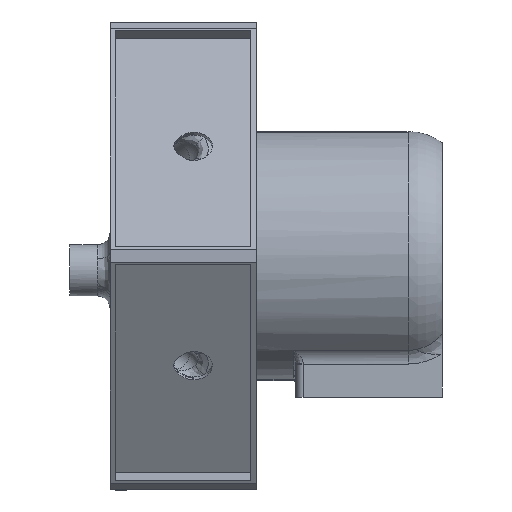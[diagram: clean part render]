
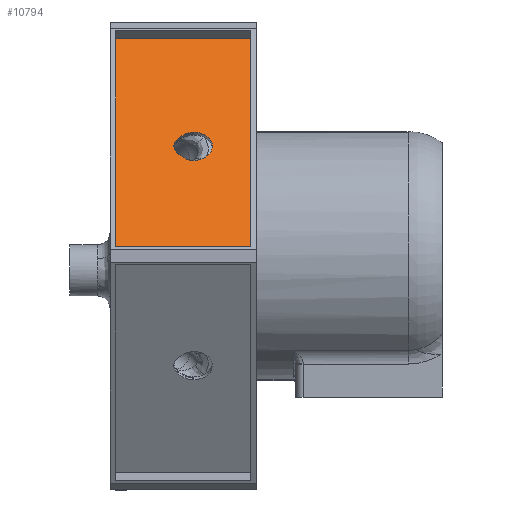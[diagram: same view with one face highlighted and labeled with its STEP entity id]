
A CAD part, left-side view. The second image highlights one B-rep face of the part: STEP entity #10794.
In plain terms, the highlighted planar face has unit normal (-0.866, 0, 0.5).
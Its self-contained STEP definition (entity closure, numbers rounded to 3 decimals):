
#45=ELLIPSE('',#11430,5.444,4.52);
#50=ELLIPSE('',#11589,5.444,4.52);
#51=ELLIPSE('',#11590,5.444,4.52);
#124=FACE_BOUND('',#2192,.T.);
#205=PLANE('',#11588);
#423=LINE('',#24405,#720);
#440=LINE('',#24658,#737);
#470=LINE('',#30497,#767);
#473=LINE('',#30502,#770);
#720=VECTOR('',#12913,10.);
#737=VECTOR('',#12956,10.);
#767=VECTOR('',#13284,10.);
#770=VECTOR('',#13289,10.);
#1537=FACE_OUTER_BOUND('',#2191,.T.);
#2191=EDGE_LOOP('',(#9197,#9198,#9199,#9200));
#2192=EDGE_LOOP('',(#9201,#9202,#9203,#9204));
#3605=B_SPLINE_CURVE_WITH_KNOTS('',3,(#30506,#30507,#30508,#30509,#30510,
#30511,#30512,#30513,#30514,#30515,#30516,#30517,#30518,#30519,#30520,#30521),
 .UNSPECIFIED.,.F.,.F.,(4,2,2,2,2,2,2,4),(0.705,0.792,
0.926,0.99,1.054,1.181,1.314,
1.404),.UNSPECIFIED.);
#4413=VERTEX_POINT('',#24401);
#4415=VERTEX_POINT('',#24404);
#4426=VERTEX_POINT('',#24472);
#4427=VERTEX_POINT('',#24474);
#4446=VERTEX_POINT('',#24656);
#4705=VERTEX_POINT('',#30496);
#4707=VERTEX_POINT('',#30503);
#4708=VERTEX_POINT('',#30505);
#5860=EDGE_CURVE('',#4413,#4415,#423,.T.);
#5874=EDGE_CURVE('',#4427,#4426,#45,.T.);
#5899=EDGE_CURVE('',#4446,#4413,#440,.T.);
#6314=EDGE_CURVE('',#4415,#4705,#470,.T.);
#6317=EDGE_CURVE('',#4705,#4446,#473,.T.);
#6318=EDGE_CURVE('',#4426,#4707,#50,.T.);
#6319=EDGE_CURVE('',#4707,#4708,#3605,.T.);
#6320=EDGE_CURVE('',#4708,#4427,#51,.T.);
#9197=ORIENTED_EDGE('',*,*,#6314,.F.);
#9198=ORIENTED_EDGE('',*,*,#5860,.F.);
#9199=ORIENTED_EDGE('',*,*,#5899,.F.);
#9200=ORIENTED_EDGE('',*,*,#6317,.F.);
#9201=ORIENTED_EDGE('',*,*,#6318,.T.);
#9202=ORIENTED_EDGE('',*,*,#6319,.T.);
#9203=ORIENTED_EDGE('',*,*,#6320,.T.);
#9204=ORIENTED_EDGE('',*,*,#5874,.T.);
#10794=ADVANCED_FACE('',(#1537,#124),#205,.T.);
#11430=AXIS2_PLACEMENT_3D('',#24475,#12927,#12928);
#11588=AXIS2_PLACEMENT_3D('',#30501,#13287,#13288);
#11589=AXIS2_PLACEMENT_3D('',#30504,#13290,#13291);
#11590=AXIS2_PLACEMENT_3D('',#30522,#13292,#13293);
#12913=DIRECTION('',(-0.5,0.,-0.866));
#12927=DIRECTION('center_axis',(0.866,0.,
-0.5));
#12928=DIRECTION('ref_axis',(0.,-1.,0.));
#12956=DIRECTION('',(0.,-1.,0.));
#13284=DIRECTION('',(0.,1.,0.));
#13287=DIRECTION('center_axis',(-0.866,0.,
0.5));
#13288=DIRECTION('ref_axis',(0.,1.,0.));
#13289=DIRECTION('',(0.5,0.,0.866));
#13290=DIRECTION('center_axis',(0.866,0.,
-0.5));
#13291=DIRECTION('ref_axis',(0.,-1.,0.));
#13292=DIRECTION('center_axis',(0.866,0.,
-0.5));
#13293=DIRECTION('ref_axis',(0.,-1.,0.));
#24401=CARTESIAN_POINT('',(265.207,205.464,59.64));
#24404=CARTESIAN_POINT('',(231.207,205.464,0.75));
#24405=CARTESIAN_POINT('',(256.707,205.464,44.918));
#24472=CARTESIAN_POINT('',(245.885,221.011,26.174));
#24474=CARTESIAN_POINT('',(250.392,221.011,33.98));
#24475=CARTESIAN_POINT('Origin',(248.139,221.421,30.077));
#24656=CARTESIAN_POINT('',(265.207,242.464,59.64));
#24658=CARTESIAN_POINT('',(265.207,233.214,59.64));
#30496=CARTESIAN_POINT('',(231.207,242.464,0.75));
#30497=CARTESIAN_POINT('',(231.207,214.714,0.75));
#30501=CARTESIAN_POINT('Origin',(248.207,223.964,30.195));
#30502=CARTESIAN_POINT('',(239.707,242.464,15.473));
#30503=CARTESIAN_POINT('',(246.628,224.649,27.46));
#30504=CARTESIAN_POINT('Origin',(248.139,220.6,30.077));
#30505=CARTESIAN_POINT('',(249.65,224.649,32.694));
#30506=CARTESIAN_POINT('Ctrl Pts',(246.628,224.649,27.46));
#30507=CARTESIAN_POINT('Ctrl Pts',(246.704,224.923,27.593));
#30508=CARTESIAN_POINT('Ctrl Pts',(246.802,225.184,27.762));
#30509=CARTESIAN_POINT('Ctrl Pts',(247.055,225.72,28.199));
#30510=CARTESIAN_POINT('Ctrl Pts',(247.273,226.033,28.577));
#30511=CARTESIAN_POINT('Ctrl Pts',(247.575,226.301,29.101));
#30512=CARTESIAN_POINT('Ctrl Pts',(247.687,226.375,29.294));
#30513=CARTESIAN_POINT('Ctrl Pts',(247.915,226.473,29.689));
#30514=CARTESIAN_POINT('Ctrl Pts',(248.032,226.496,29.891));
#30515=CARTESIAN_POINT('Ctrl Pts',(248.35,226.496,30.443));
#30516=CARTESIAN_POINT('Ctrl Pts',(248.598,226.39,30.873));
#30517=CARTESIAN_POINT('Ctrl Pts',(248.995,226.045,31.56));
#30518=CARTESIAN_POINT('Ctrl Pts',(249.211,225.739,31.934));
#30519=CARTESIAN_POINT('Ctrl Pts',(249.468,225.204,32.38));
#30520=CARTESIAN_POINT('Ctrl Pts',(249.57,224.932,32.557));
#30521=CARTESIAN_POINT('Ctrl Pts',(249.65,224.649,32.694));
#30522=CARTESIAN_POINT('Origin',(248.139,220.6,30.077));
